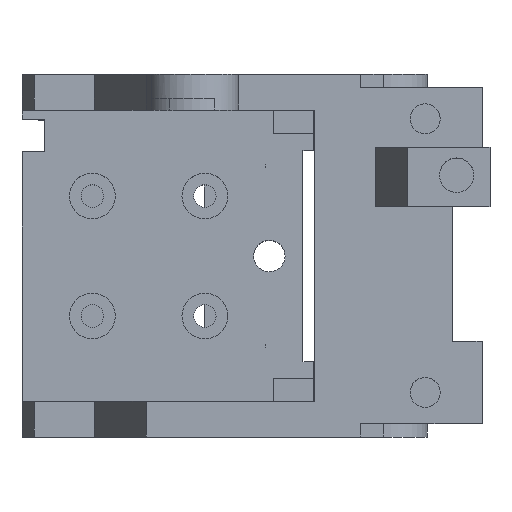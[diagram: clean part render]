
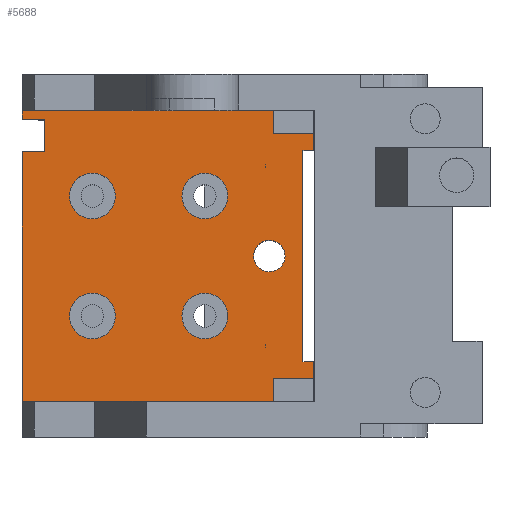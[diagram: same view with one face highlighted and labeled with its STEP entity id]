
A CAD part, top view. The second image highlights one B-rep face of the part: STEP entity #5688.
In plain terms, the highlighted planar face has unit normal (0, 0, 1).
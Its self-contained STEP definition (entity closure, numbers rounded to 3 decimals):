
#22 = VERTEX_POINT('',#23);
#23 = CARTESIAN_POINT('',(-4.94,-8.,34.1));
#39 = EDGE_CURVE('',#22,#22,#40,.T.);
#40 = CIRCLE('',#41,3.05);
#41 = AXIS2_PLACEMENT_3D('',#42,#43,#44);
#42 = CARTESIAN_POINT('',(-7.99,-8.,34.1));
#43 = DIRECTION('',(0.,0.,1.));
#44 = DIRECTION('',(1.,0.,0.));
#75 = VERTEX_POINT('',#76);
#76 = CARTESIAN_POINT('',(-4.94,8.,34.1));
#92 = EDGE_CURVE('',#75,#75,#93,.T.);
#93 = CIRCLE('',#94,3.05);
#94 = AXIS2_PLACEMENT_3D('',#95,#96,#97);
#95 = CARTESIAN_POINT('',(-7.99,8.,34.1));
#96 = DIRECTION('',(0.,0.,1.));
#97 = DIRECTION('',(1.,0.,0.));
#128 = VERTEX_POINT('',#129);
#129 = CARTESIAN_POINT('',(10.06,8.,34.1));
#145 = EDGE_CURVE('',#128,#128,#146,.T.);
#146 = CIRCLE('',#147,3.05);
#147 = AXIS2_PLACEMENT_3D('',#148,#149,#150);
#148 = CARTESIAN_POINT('',(7.01,8.,34.1));
#149 = DIRECTION('',(0.,0.,1.));
#150 = DIRECTION('',(1.,0.,0.));
#181 = VERTEX_POINT('',#182);
#182 = CARTESIAN_POINT('',(10.06,-8.,34.1));
#198 = EDGE_CURVE('',#181,#181,#199,.T.);
#199 = CIRCLE('',#200,3.05);
#200 = AXIS2_PLACEMENT_3D('',#201,#202,#203);
#201 = CARTESIAN_POINT('',(7.01,-8.,34.1));
#202 = DIRECTION('',(0.,0.,1.));
#203 = DIRECTION('',(1.,0.,0.));
#1358 = VERTEX_POINT('',#1359);
#1359 = CARTESIAN_POINT('',(-17.38,19.4,34.1));
#1365 = EDGE_CURVE('',#1358,#1366,#1368,.T.);
#1366 = VERTEX_POINT('',#1367);
#1367 = CARTESIAN_POINT('',(16.1,19.4,34.1));
#1368 = LINE('',#1369,#1370);
#1369 = CARTESIAN_POINT('',(15.5,19.4,34.1));
#1370 = VECTOR('',#1371,1.);
#1371 = DIRECTION('',(1.,0.,0.));
#1473 = EDGE_CURVE('',#1474,#1476,#1478,.T.);
#1474 = VERTEX_POINT('',#1475);
#1475 = CARTESIAN_POINT('',(16.1,-19.4,34.1));
#1476 = VERTEX_POINT('',#1477);
#1477 = CARTESIAN_POINT('',(-17.38,-19.4,34.1));
#1478 = LINE('',#1479,#1480);
#1479 = CARTESIAN_POINT('',(-4.057,-19.4,34.1));
#1480 = VECTOR('',#1481,1.);
#1481 = DIRECTION('',(-1.,0.,0.));
#2330 = VERTEX_POINT('',#2331);
#2331 = CARTESIAN_POINT('',(21.45,16.3,34.1));
#2337 = EDGE_CURVE('',#2330,#2338,#2340,.T.);
#2338 = VERTEX_POINT('',#2339);
#2339 = CARTESIAN_POINT('',(21.45,14.1,34.1));
#2340 = LINE('',#2341,#2342);
#2341 = CARTESIAN_POINT('',(21.45,12.4,34.1));
#2342 = VECTOR('',#2343,1.);
#2343 = DIRECTION('',(0.,-1.,0.));
#2789 = EDGE_CURVE('',#2790,#1358,#2792,.T.);
#2790 = VERTEX_POINT('',#2791);
#2791 = CARTESIAN_POINT('',(-17.38,18.2,34.1));
#2792 = LINE('',#2793,#2794);
#2793 = CARTESIAN_POINT('',(-17.38,0.205,34.1));
#2794 = VECTOR('',#2795,1.);
#2795 = DIRECTION('',(0.,1.,0.));
#3279 = VERTEX_POINT('',#3280);
#3280 = CARTESIAN_POINT('',(16.1,16.3,34.1));
#3286 = EDGE_CURVE('',#3279,#1366,#3287,.T.);
#3287 = LINE('',#3288,#3289);
#3288 = CARTESIAN_POINT('',(16.1,16.3,34.1));
#3289 = VECTOR('',#3290,1.);
#3290 = DIRECTION('',(0.,1.,0.));
#3366 = EDGE_CURVE('',#1476,#3367,#3369,.T.);
#3367 = VERTEX_POINT('',#3368);
#3368 = CARTESIAN_POINT('',(-17.38,13.9,34.1));
#3369 = LINE('',#3370,#3371);
#3370 = CARTESIAN_POINT('',(-17.38,0.205,34.1));
#3371 = VECTOR('',#3372,1.);
#3372 = DIRECTION('',(0.,1.,0.));
#3497 = EDGE_CURVE('',#1474,#3498,#3500,.T.);
#3498 = VERTEX_POINT('',#3499);
#3499 = CARTESIAN_POINT('',(16.1,-16.3,34.1));
#3500 = LINE('',#3501,#3502);
#3501 = CARTESIAN_POINT('',(16.1,-19.4,34.1));
#3502 = VECTOR('',#3503,1.);
#3503 = DIRECTION('',(0.,1.,0.));
#3817 = VERTEX_POINT('',#3818);
#3818 = CARTESIAN_POINT('',(21.45,-14.1,34.1));
#3824 = EDGE_CURVE('',#3817,#3825,#3827,.T.);
#3825 = VERTEX_POINT('',#3826);
#3826 = CARTESIAN_POINT('',(21.45,-16.3,34.1));
#3827 = LINE('',#3828,#3829);
#3828 = CARTESIAN_POINT('',(21.45,12.4,34.1));
#3829 = VECTOR('',#3830,1.);
#3830 = DIRECTION('',(0.,-1.,0.));
#4056 = EDGE_CURVE('',#2330,#3279,#4057,.T.);
#4057 = LINE('',#4058,#4059);
#4058 = CARTESIAN_POINT('',(21.45,16.3,34.1));
#4059 = VECTOR('',#4060,1.);
#4060 = DIRECTION('',(-1.,-0.,-0.));
#4074 = VERTEX_POINT('',#4075);
#4075 = CARTESIAN_POINT('',(20.1,14.1,34.1));
#4088 = EDGE_CURVE('',#4074,#2338,#4089,.T.);
#4089 = LINE('',#4090,#4091);
#4090 = CARTESIAN_POINT('',(10.833,14.1,34.1));
#4091 = VECTOR('',#4092,1.);
#4092 = DIRECTION('',(1.,0.,0.));
#4647 = EDGE_CURVE('',#3367,#4648,#4650,.T.);
#4648 = VERTEX_POINT('',#4649);
#4649 = CARTESIAN_POINT('',(-14.38,13.9,34.1));
#4650 = LINE('',#4651,#4652);
#4651 = CARTESIAN_POINT('',(-17.38,13.9,34.1));
#4652 = VECTOR('',#4653,1.);
#4653 = DIRECTION('',(1.,0.,0.));
#4707 = VERTEX_POINT('',#4708);
#4708 = CARTESIAN_POINT('',(-14.38,18.2,34.1));
#4714 = EDGE_CURVE('',#4707,#2790,#4715,.T.);
#4715 = LINE('',#4716,#4717);
#4716 = CARTESIAN_POINT('',(-14.,18.2,34.1));
#4717 = VECTOR('',#4718,1.);
#4718 = DIRECTION('',(-1.,-0.,-0.));
#4899 = EDGE_CURVE('',#4648,#4707,#4900,.T.);
#4900 = LINE('',#4901,#4902);
#4901 = CARTESIAN_POINT('',(-14.38,8.923,34.1));
#4902 = VECTOR('',#4903,1.);
#4903 = DIRECTION('',(0.,1.,0.));
#4913 = EDGE_CURVE('',#3825,#3498,#4914,.T.);
#4914 = LINE('',#4915,#4916);
#4915 = CARTESIAN_POINT('',(21.45,-16.3,34.1));
#4916 = VECTOR('',#4917,1.);
#4917 = DIRECTION('',(-1.,-0.,-0.));
#4931 = VERTEX_POINT('',#4932);
#4932 = CARTESIAN_POINT('',(20.1,-14.1,34.1));
#4940 = EDGE_CURVE('',#3817,#4931,#4941,.T.);
#4941 = LINE('',#4942,#4943);
#4942 = CARTESIAN_POINT('',(10.833,-14.1,34.1));
#4943 = VECTOR('',#4944,1.);
#4944 = DIRECTION('',(-1.,0.,0.));
#5019 = EDGE_CURVE('',#4931,#4074,#5020,.T.);
#5020 = LINE('',#5021,#5022);
#5021 = CARTESIAN_POINT('',(20.1,0.3,34.1));
#5022 = VECTOR('',#5023,1.);
#5023 = DIRECTION('',(0.,1.,0.));
#5688 = ADVANCED_FACE('',(#5689,#5707,#5710,#5713,#5716,#5719),#5739,.T.
  );
#5689 = FACE_BOUND('',#5690,.T.);
#5690 = EDGE_LOOP('',(#5691,#5692,#5693,#5694,#5695,#5696,#5697,#5698,
    #5699,#5700,#5701,#5702,#5703,#5704,#5705,#5706));
#5691 = ORIENTED_EDGE('',*,*,#2789,.F.);
#5692 = ORIENTED_EDGE('',*,*,#4714,.F.);
#5693 = ORIENTED_EDGE('',*,*,#4899,.F.);
#5694 = ORIENTED_EDGE('',*,*,#4647,.F.);
#5695 = ORIENTED_EDGE('',*,*,#3366,.F.);
#5696 = ORIENTED_EDGE('',*,*,#1473,.F.);
#5697 = ORIENTED_EDGE('',*,*,#3497,.T.);
#5698 = ORIENTED_EDGE('',*,*,#4913,.F.);
#5699 = ORIENTED_EDGE('',*,*,#3824,.F.);
#5700 = ORIENTED_EDGE('',*,*,#4940,.T.);
#5701 = ORIENTED_EDGE('',*,*,#5019,.T.);
#5702 = ORIENTED_EDGE('',*,*,#4088,.T.);
#5703 = ORIENTED_EDGE('',*,*,#2337,.F.);
#5704 = ORIENTED_EDGE('',*,*,#4056,.T.);
#5705 = ORIENTED_EDGE('',*,*,#3286,.T.);
#5706 = ORIENTED_EDGE('',*,*,#1365,.F.);
#5707 = FACE_BOUND('',#5708,.T.);
#5708 = EDGE_LOOP('',(#5709));
#5709 = ORIENTED_EDGE('',*,*,#198,.F.);
#5710 = FACE_BOUND('',#5711,.T.);
#5711 = EDGE_LOOP('',(#5712));
#5712 = ORIENTED_EDGE('',*,*,#145,.F.);
#5713 = FACE_BOUND('',#5714,.T.);
#5714 = EDGE_LOOP('',(#5715));
#5715 = ORIENTED_EDGE('',*,*,#39,.F.);
#5716 = FACE_BOUND('',#5717,.T.);
#5717 = EDGE_LOOP('',(#5718));
#5718 = ORIENTED_EDGE('',*,*,#92,.F.);
#5719 = FACE_BOUND('',#5720,.T.);
#5720 = EDGE_LOOP('',(#5721,#5732));
#5721 = ORIENTED_EDGE('',*,*,#5722,.T.);
#5722 = EDGE_CURVE('',#5723,#5725,#5727,.T.);
#5723 = VERTEX_POINT('',#5724);
#5724 = CARTESIAN_POINT('',(15.6,-2.1,34.1));
#5725 = VERTEX_POINT('',#5726);
#5726 = CARTESIAN_POINT('',(15.6,2.1,34.1));
#5727 = CIRCLE('',#5728,2.1);
#5728 = AXIS2_PLACEMENT_3D('',#5729,#5730,#5731);
#5729 = CARTESIAN_POINT('',(15.6,0.,34.1));
#5730 = DIRECTION('',(0.,-0.,-1.));
#5731 = DIRECTION('',(1.,0.,0.));
#5732 = ORIENTED_EDGE('',*,*,#5733,.F.);
#5733 = EDGE_CURVE('',#5723,#5725,#5734,.T.);
#5734 = CIRCLE('',#5735,2.1);
#5735 = AXIS2_PLACEMENT_3D('',#5736,#5737,#5738);
#5736 = CARTESIAN_POINT('',(15.6,0.,34.1));
#5737 = DIRECTION('',(0.,0.,1.));
#5738 = DIRECTION('',(1.,0.,-0.));
#5739 = PLANE('',#5740);
#5740 = AXIS2_PLACEMENT_3D('',#5741,#5742,#5743);
#5741 = CARTESIAN_POINT('',(1.332,0.587,34.1));
#5742 = DIRECTION('',(0.,0.,1.));
#5743 = DIRECTION('',(1.,0.,-0.));
